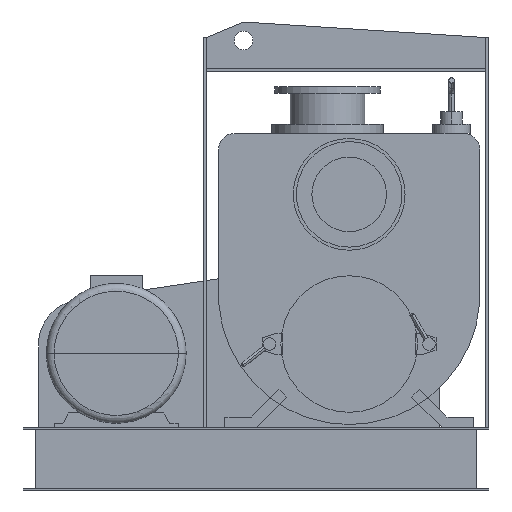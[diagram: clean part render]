
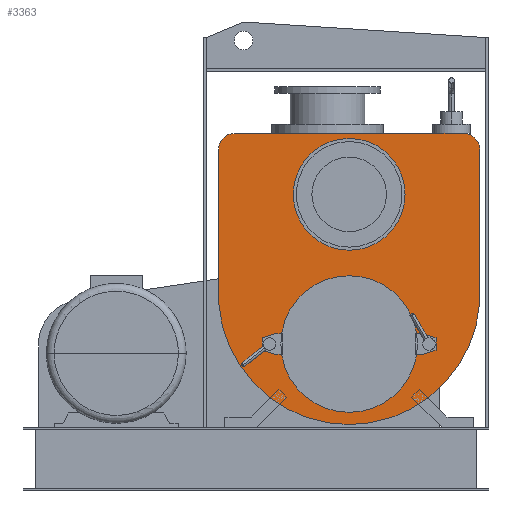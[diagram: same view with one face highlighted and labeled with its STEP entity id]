
A CAD part, front view. The second image highlights one B-rep face of the part: STEP entity #3363.
In plain terms, the highlighted planar face has unit normal (0, -1, 0).
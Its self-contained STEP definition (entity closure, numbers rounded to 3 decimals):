
#238=PLANE('',#3718);
#443=FACE_OUTER_BOUND('',#666,.T.);
#666=EDGE_LOOP('',(#2882,#2883,#2884,#2885,#2886,#2887));
#813=CIRCLE('',#3706,50.);
#815=CIRCLE('',#3709,50.);
#817=CIRCLE('',#3715,421.214);
#1068=LINE('',#6150,#1381);
#1071=LINE('',#6155,#1384);
#1073=LINE('',#6159,#1386);
#1381=VECTOR('',#4522,304.8);
#1384=VECTOR('',#4527,304.8);
#1386=VECTOR('',#4531,304.8);
#1677=VERTEX_POINT('',#6131);
#1678=VERTEX_POINT('',#6132);
#1681=VERTEX_POINT('',#6140);
#1682=VERTEX_POINT('',#6141);
#1685=VERTEX_POINT('',#6149);
#1687=VERTEX_POINT('',#6158);
#2084=EDGE_CURVE('',#1677,#1678,#813,.T.);
#2088=EDGE_CURVE('',#1681,#1682,#815,.T.);
#2092=EDGE_CURVE('',#1678,#1685,#1068,.T.);
#2095=EDGE_CURVE('',#1682,#1677,#1071,.T.);
#2097=EDGE_CURVE('',#1687,#1681,#1073,.T.);
#2100=EDGE_CURVE('',#1685,#1687,#817,.T.);
#2882=ORIENTED_EDGE('',*,*,#2100,.T.);
#2883=ORIENTED_EDGE('',*,*,#2097,.T.);
#2884=ORIENTED_EDGE('',*,*,#2088,.T.);
#2885=ORIENTED_EDGE('',*,*,#2095,.T.);
#2886=ORIENTED_EDGE('',*,*,#2084,.T.);
#2887=ORIENTED_EDGE('',*,*,#2092,.T.);
#3363=ADVANCED_FACE('',(#443),#238,.T.);
#3706=AXIS2_PLACEMENT_3D('',#6133,#4506,#4507);
#3709=AXIS2_PLACEMENT_3D('',#6142,#4514,#4515);
#3715=AXIS2_PLACEMENT_3D('',#6164,#4536,#4537);
#3718=AXIS2_PLACEMENT_3D('',#6167,#4542,#4543);
#4506=DIRECTION('center_axis',(0.,-1.,0.));
#4507=DIRECTION('ref_axis',(1.,0.,0.));
#4514=DIRECTION('center_axis',(0.,-1.,0.));
#4515=DIRECTION('ref_axis',(1.,0.,0.));
#4522=DIRECTION('',(0.,0.,-1.));
#4527=DIRECTION('',(-1.,0.,0.));
#4531=DIRECTION('',(0.,0.,1.));
#4536=DIRECTION('center_axis',(0.,-1.,0.));
#4537=DIRECTION('ref_axis',(1.,0.,0.));
#4542=DIRECTION('center_axis',(0.,-1.,0.));
#4543=DIRECTION('ref_axis',(0.,0.,1.));
#6131=CARTESIAN_POINT('',(31977.476,17687.572,1148.));
#6132=CARTESIAN_POINT('',(31927.476,17687.572,1098.));
#6133=CARTESIAN_POINT('Origin',(31977.476,17687.572,1098.));
#6140=CARTESIAN_POINT('',(32767.476,17687.572,1098.));
#6141=CARTESIAN_POINT('',(32717.476,17687.572,1148.));
#6142=CARTESIAN_POINT('Origin',(32717.476,17687.572,1098.));
#6149=CARTESIAN_POINT('',(31927.476,17687.572,600.));
#6150=CARTESIAN_POINT('',(31927.476,17687.572,1098.));
#6155=CARTESIAN_POINT('',(32717.476,17687.572,1148.));
#6158=CARTESIAN_POINT('',(32767.476,17687.572,600.));
#6159=CARTESIAN_POINT('',(32767.476,17687.572,600.));
#6164=CARTESIAN_POINT('Origin',(32347.476,17687.572,631.957));
#6167=CARTESIAN_POINT('Origin',(32768.69,17687.572,631.957));
